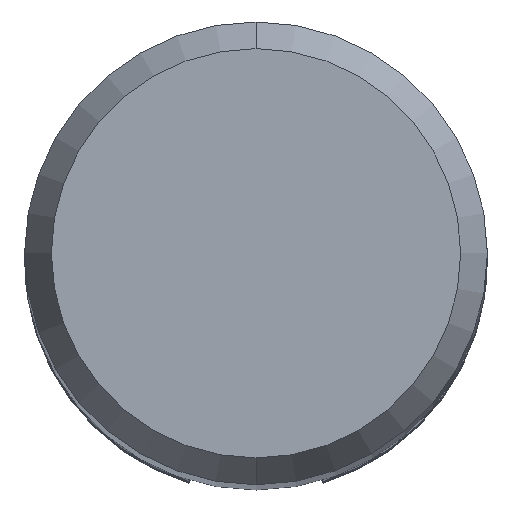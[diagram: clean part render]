
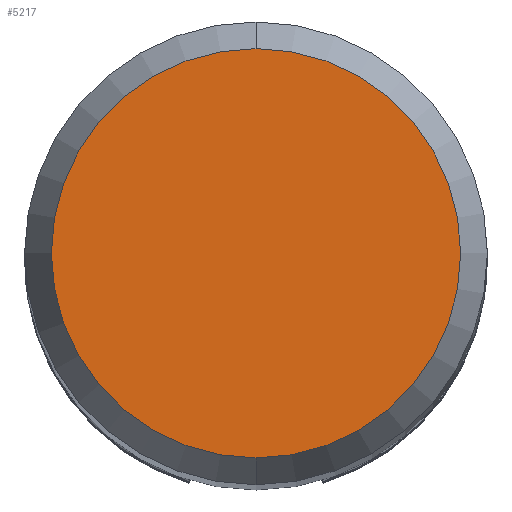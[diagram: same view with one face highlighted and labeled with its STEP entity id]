
A CAD part, top view. The second image highlights one B-rep face of the part: STEP entity #5217.
In plain terms, the highlighted planar face has unit normal (0, 0, 1).
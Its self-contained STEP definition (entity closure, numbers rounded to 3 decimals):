
#2651=EDGE_CURVE('',#2687,#5917,#7022,.T.);
#2687=VERTEX_POINT('',#7063);
#2795=EDGE_CURVE('',#5917,#2687,#7184,.T.);
#5217=ADVANCED_FACE('',(#9820),#9821,.T.);
#5917=VERTEX_POINT('',#10579);
#7022=CIRCLE('',#12043,3.538);
#7063=CARTESIAN_POINT('',(0.,-3.538,0.0));
#7184=CIRCLE('',#12297,3.538);
#9820=FACE_OUTER_BOUND('',#16871,.T.);
#9821=PLANE('',#16872);
#10579=CARTESIAN_POINT('',(0.0,3.538,0.0));
#12043=AXIS2_PLACEMENT_3D('',#20211,#20212,#20213);
#12297=AXIS2_PLACEMENT_3D('',#20409,#20410,#20411);
#16871=EDGE_LOOP('',(#23168,#23169));
#16872=AXIS2_PLACEMENT_3D('',#23170,#23171,#23172);
#20211=CARTESIAN_POINT('',(0.0,0.0,0.0));
#20212=DIRECTION('',(0.0,0.0,-1.0));
#20213=DIRECTION('',(0.0,1.0,0.0));
#20409=CARTESIAN_POINT('',(0.0,0.0,0.0));
#20410=DIRECTION('',(0.0,0.0,-1.0));
#20411=DIRECTION('',(0.0,1.0,0.0));
#23168=ORIENTED_EDGE('',*,*,#2795,.F.);
#23169=ORIENTED_EDGE('',*,*,#2651,.F.);
#23170=CARTESIAN_POINT('',(0.0,1.769,0.0));
#23171=DIRECTION('',(-0.0,0.0,1.0));
#23172=DIRECTION('',(0.0,-1.0,0.0));
